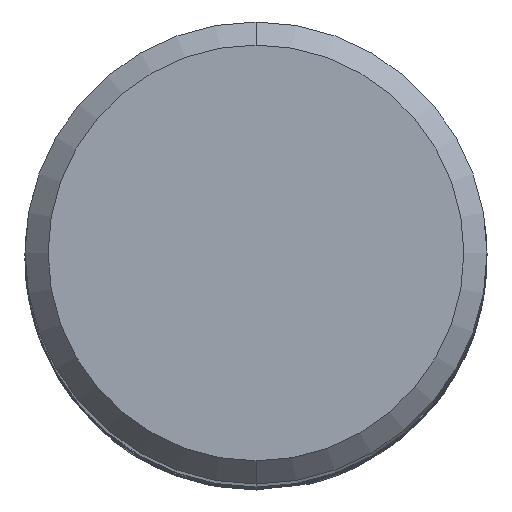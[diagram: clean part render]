
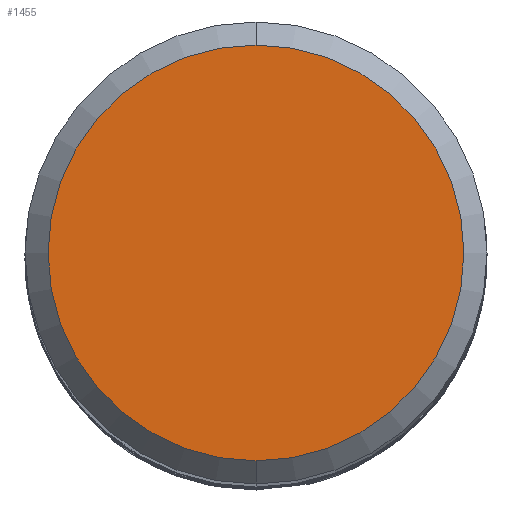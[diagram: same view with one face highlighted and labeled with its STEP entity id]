
A CAD part, top view. The second image highlights one B-rep face of the part: STEP entity #1455.
In plain terms, the highlighted planar face has unit normal (0, 0, 1).
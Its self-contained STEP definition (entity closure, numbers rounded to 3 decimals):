
#1455=ADVANCED_FACE('',(#3843),#3844,.T.);
#2469=VERTEX_POINT('',#4949);
#2931=EDGE_CURVE('',#3329,#2469,#5450,.T.);
#3329=VERTEX_POINT('',#5888);
#3367=EDGE_CURVE('',#2469,#3329,#5928,.T.);
#3843=FACE_OUTER_BOUND('',#9587,.T.);
#3844=PLANE('',#9588);
#4949=CARTESIAN_POINT('',(0.0,7.2,0.0));
#5450=CIRCLE('',#31101,7.2);
#5888=CARTESIAN_POINT('',(0.,-7.2,0.0));
#5928=CIRCLE('',#38048,7.2);
#9587=EDGE_LOOP('',(#39811,#39812));
#9588=AXIS2_PLACEMENT_3D('',#39813,#39814,#39815);
#31101=AXIS2_PLACEMENT_3D('',#41527,#41528,#41529);
#38048=AXIS2_PLACEMENT_3D('',#42052,#42053,#42054);
#39811=ORIENTED_EDGE('',*,*,#3367,.F.);
#39812=ORIENTED_EDGE('',*,*,#2931,.F.);
#39813=CARTESIAN_POINT('',(0.0,3.6,0.0));
#39814=DIRECTION('',(-0.0,0.0,1.0));
#39815=DIRECTION('',(0.0,-1.0,0.0));
#41527=CARTESIAN_POINT('',(0.0,0.0,0.0));
#41528=DIRECTION('',(0.0,0.0,-1.0));
#41529=DIRECTION('',(0.0,1.0,0.0));
#42052=CARTESIAN_POINT('',(0.0,0.0,0.0));
#42053=DIRECTION('',(0.0,0.0,-1.0));
#42054=DIRECTION('',(0.0,1.0,0.0));
